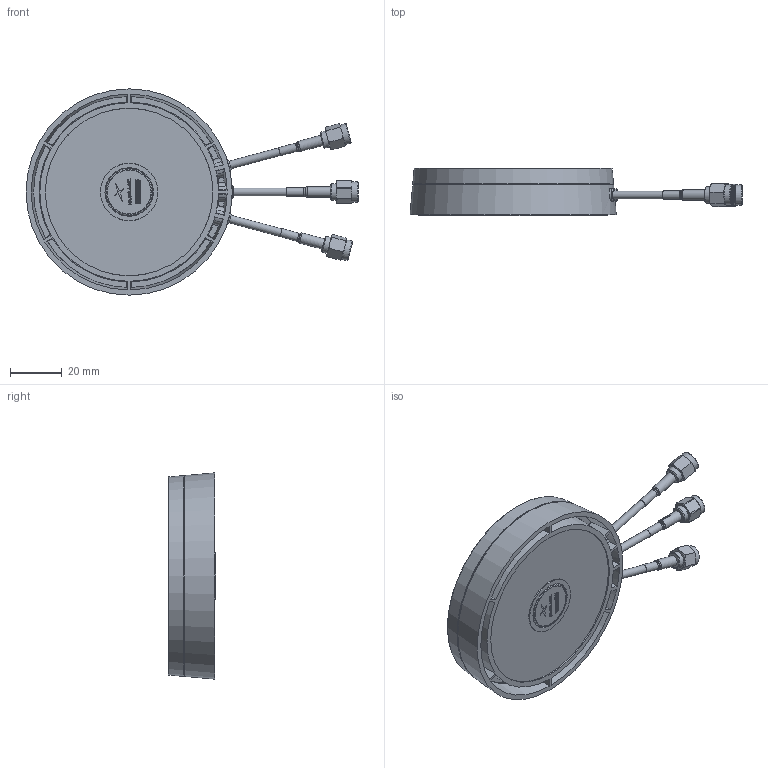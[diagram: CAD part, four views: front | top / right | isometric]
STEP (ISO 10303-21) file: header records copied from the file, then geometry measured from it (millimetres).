
FILE_DESCRIPTION (( 'STEP AP214' ), '1' );
FILE_NAME ('MA323.A.001 3-in-1 4G MIMO & Wi-Fi Puck Antenna Customer Model.STEP', '2024-03-04T15:32:13', ( '' ), ( '' ), 'SwSTEP 2.0', 'SolidWorks 2022', '' );
FILE_SCHEMA (( 'AUTOMOTIVE_DESIGN' ));
Length unit declared in the file: millimetre
Products named in the file (1): MA323.A.001 3-in-1 4G MIMO & Wi-Fi Puck Antenna Customer Model
Bounding box: 128.59 x 18.31 x 79.89 mm (x, y, z)
Volume: 36143.3 mm3; surface area: 43793.5 mm2
Topology: 36 solids, 36 shells, 3102 faces, 8236 edges, 5395 vertices
Faces by surface type: bspline 1280, plane 1279, cylinder 276, torus 132, cone 109, sphere 26
Full cylindrical faces by diameter (mm): 0.51 x3, 0.6 x1, 0.92 x2, 1.27 x1, 1.48 x3, 1.5 x1, 1.7 x1, 1.75 x2, 1.9 x1, 1.91 x3, 2.15 x1, 2.2 x2, 2.7 x3, 3 x6, 3.15 x13, 3.2 x3, 3.9 x3, 4 x5, 4.1 x1, 4.56 x1, 5 x12, 6 x3, 6.35 x2, 6.4 x3, 6.5 x1, 7.8 x3, 8 x3, 17 x1, 18 x1
Entity records: 142079 total; most frequent: CARTESIAN_POINT 41561, ORIENTED_EDGE 15752, DIRECTION 9257, EDGE_CURVE 7876, VERTEX_POINT 5294, LINE 4105, VECTOR 4105, EDGE_LOOP 3574
